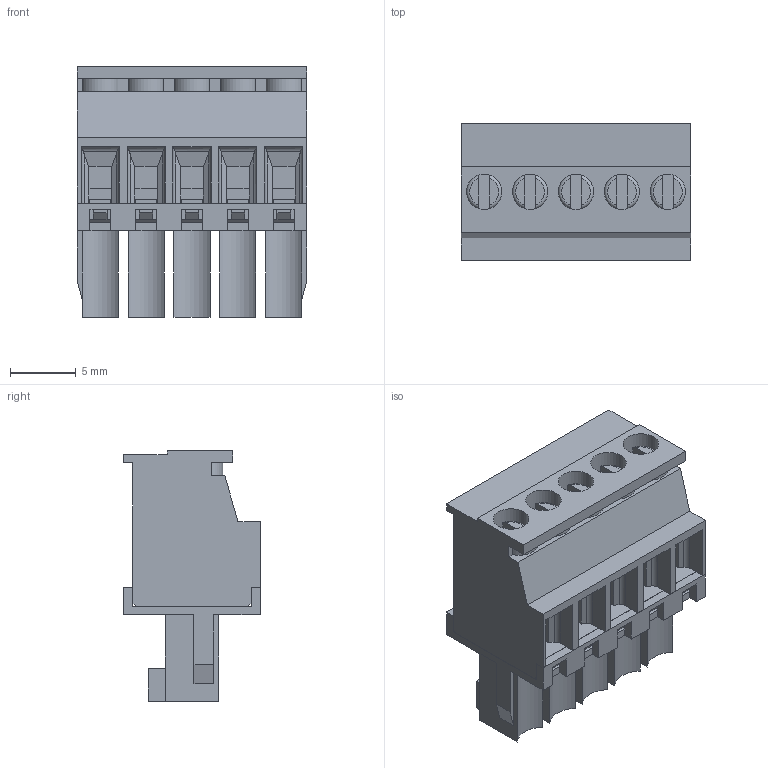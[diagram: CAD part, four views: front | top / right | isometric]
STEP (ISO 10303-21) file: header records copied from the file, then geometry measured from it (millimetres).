
FILE_DESCRIPTION( ( 'Unknown' ), '1' );
FILE_NAME( '691366110005.stp', 'Unknown', ( 'Quentin LAIDEBEUR' ), ( 'WE' ), 'PSStep 15.0.49', 'Sample-box', ' ' );
FILE_SCHEMA( ( 'AUTOMOTIVE_DESIGN { 1 0 10303 214 1 1 1 1 }' ) );
Length unit declared in the file: millimetre
Products named in the file (6): Assem1; 691367110005; 6913661100xx_Cage; 6913661100xx; 6913661100xx_VIS; 691367110005_Bas
Assembly tree (17 placements, depth 2):
  Assem1
    691367110005
    6913661100xx_Cage  x5
    6913661100xx  x5
    6913661100xx_VIS  x5
    691367110005_Bas
Bounding box: 17.5 x 10.4 x 19.1 mm (x, y, z)
Volume: 1388.8 mm3; surface area: 5243.6 mm2
Topology: 17 solids, 17 shells, 986 faces, 2647 edges, 1688 vertices
Faces by surface type: plane 796, cylinder 170, torus 20
Full cylindrical faces by diameter (mm): 1.5 x5, 1.7 x5, 1.9 x10, 2.1 x5, 2.7 x10
Entity records: 24290 total; most frequent: CARTESIAN_POINT 3468, ORIENTED_EDGE 3338, DIRECTION 3064, EDGE_CURVE 1669, LINE 1498, VECTOR 1498, VERTEX_POINT 1083, AXIS2_PLACEMENT_3D 783
